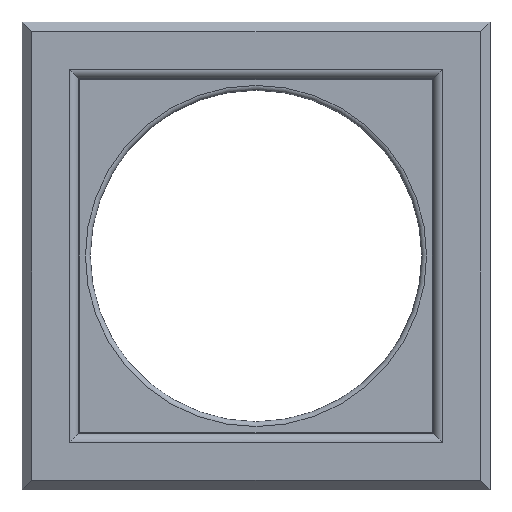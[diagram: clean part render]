
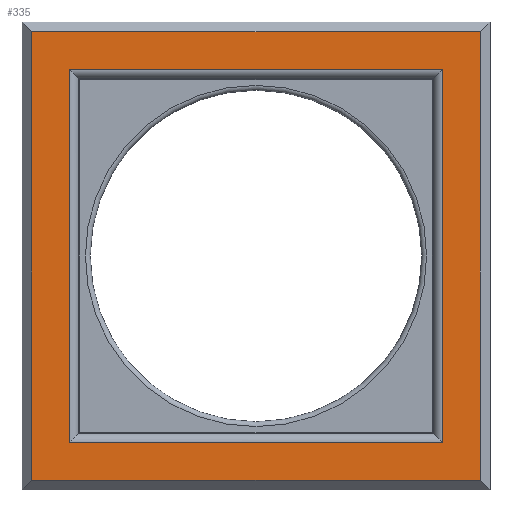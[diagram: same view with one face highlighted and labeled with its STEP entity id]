
A CAD part, top view. The second image highlights one B-rep face of the part: STEP entity #335.
In plain terms, the highlighted planar face has unit normal (0, 0, 1).
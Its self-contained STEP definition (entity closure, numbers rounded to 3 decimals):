
#29=FACE_BOUND('',#61,.T.);
#39=FACE_OUTER_BOUND('',#60,.T.);
#60=EDGE_LOOP('',(#251,#252,#253,#254));
#61=EDGE_LOOP('',(#255,#256,#257,#258));
#78=LINE('',#504,#115);
#81=LINE('',#510,#118);
#86=LINE('',#519,#123);
#93=LINE('',#532,#130);
#96=LINE('',#540,#133);
#97=LINE('',#542,#134);
#98=LINE('',#544,#135);
#99=LINE('',#545,#136);
#115=VECTOR('',#406,10.);
#118=VECTOR('',#411,10.);
#123=VECTOR('',#418,10.);
#130=VECTOR('',#431,10.);
#133=VECTOR('',#438,10.);
#134=VECTOR('',#439,10.);
#135=VECTOR('',#440,10.);
#136=VECTOR('',#441,10.);
#151=VERTEX_POINT('',#500);
#153=VERTEX_POINT('',#503);
#155=VERTEX_POINT('',#509);
#158=VERTEX_POINT('',#516);
#163=VERTEX_POINT('',#538);
#164=VERTEX_POINT('',#539);
#165=VERTEX_POINT('',#541);
#166=VERTEX_POINT('',#543);
#179=EDGE_CURVE('',#153,#151,#78,.T.);
#182=EDGE_CURVE('',#155,#153,#81,.T.);
#187=EDGE_CURVE('',#158,#155,#86,.T.);
#194=EDGE_CURVE('',#151,#158,#93,.T.);
#197=EDGE_CURVE('',#163,#164,#96,.T.);
#198=EDGE_CURVE('',#165,#163,#97,.T.);
#199=EDGE_CURVE('',#166,#165,#98,.T.);
#200=EDGE_CURVE('',#164,#166,#99,.T.);
#251=ORIENTED_EDGE('',*,*,#179,.T.);
#252=ORIENTED_EDGE('',*,*,#194,.T.);
#253=ORIENTED_EDGE('',*,*,#187,.T.);
#254=ORIENTED_EDGE('',*,*,#182,.T.);
#255=ORIENTED_EDGE('',*,*,#197,.F.);
#256=ORIENTED_EDGE('',*,*,#198,.F.);
#257=ORIENTED_EDGE('',*,*,#199,.F.);
#258=ORIENTED_EDGE('',*,*,#200,.F.);
#320=PLANE('',#379);
#335=ADVANCED_FACE('',(#39,#29),#320,.T.);
#379=AXIS2_PLACEMENT_3D('',#537,#436,#437);
#406=DIRECTION('',(1.,0.,0.));
#411=DIRECTION('',(0.,-1.,0.));
#418=DIRECTION('',(-1.,0.,0.));
#431=DIRECTION('',(0.,1.,0.));
#436=DIRECTION('center_axis',(0.,0.,1.));
#437=DIRECTION('ref_axis',(1.,0.,0.));
#438=DIRECTION('',(-1.,0.,0.));
#439=DIRECTION('',(0.,1.,0.));
#440=DIRECTION('',(1.,0.,0.));
#441=DIRECTION('',(0.,-1.,0.));
#500=CARTESIAN_POINT('',(230.,-230.,85.));
#503=CARTESIAN_POINT('',(-230.,-230.,85.));
#504=CARTESIAN_POINT('',(0.,-230.,85.));
#509=CARTESIAN_POINT('',(-230.,230.,85.));
#510=CARTESIAN_POINT('',(-230.,0.,85.));
#516=CARTESIAN_POINT('',(230.,230.,85.));
#519=CARTESIAN_POINT('',(0.,230.,85.));
#532=CARTESIAN_POINT('',(230.,0.,85.));
#537=CARTESIAN_POINT('Origin',(0.,0.,
85.));
#538=CARTESIAN_POINT('',(191.642,191.642,85.));
#539=CARTESIAN_POINT('',(-191.642,191.642,85.));
#540=CARTESIAN_POINT('',(-45.25,191.642,85.));
#541=CARTESIAN_POINT('',(191.642,-191.642,85.));
#542=CARTESIAN_POINT('',(191.642,45.25,85.));
#543=CARTESIAN_POINT('',(-191.642,-191.642,85.));
#544=CARTESIAN_POINT('',(45.25,-191.642,85.));
#545=CARTESIAN_POINT('',(-191.642,-45.25,85.));
